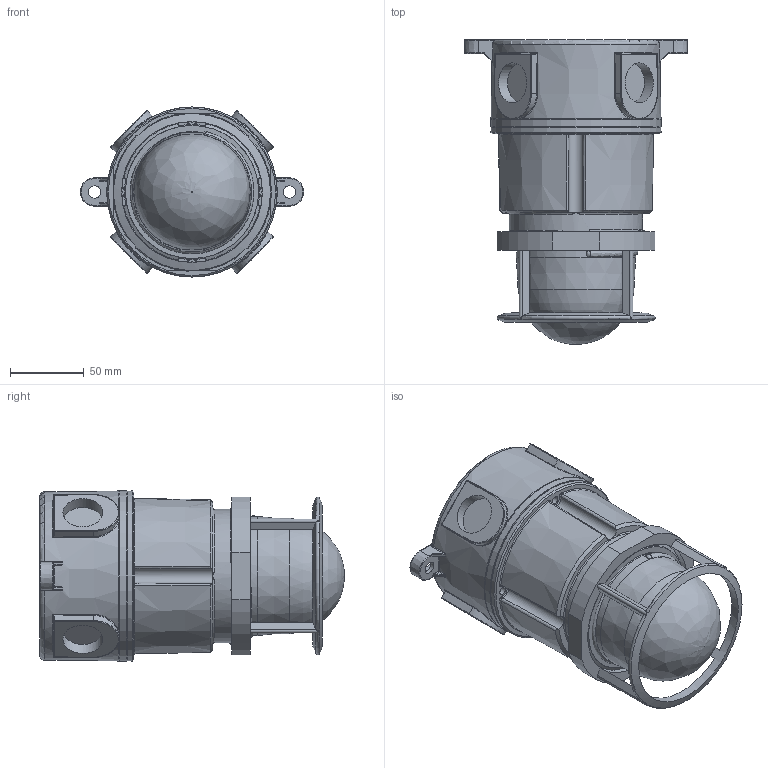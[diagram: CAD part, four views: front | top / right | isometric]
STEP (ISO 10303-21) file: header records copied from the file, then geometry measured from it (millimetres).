
FILE_DESCRIPTION(/* description */ (''),/* implementation_level */ '2;1');
FILE_NAME(/* name */ 'KIL_NVLXXXGLG-X-X.stp',/* time_stamp */ '2019-01-31T10:45:05-06:00',/* author */ ('mbednara'),/* organization */ (''),/* preprocessor_version */ 'ST-DEVELOPER v17',/* originating_system */ 'Autodesk Inventor 2018',/* authorisation */ '');
FILE_SCHEMA (('AUTOMOTIVE_DESIGN { 1 0 10303 214 3 1 1 }'));
Products named in the file (9): CEILING-NVL SERIES; 21444AAAB; 25932; 22815; 25933; 16322BABB; 21455AAAB; 25944; 22281
Assembly tree (9 placements, depth 3):
  CEILING-NVL SERIES
    21444AAAB
    25932
      22815
      25933
      16322BABB  x2
      21455AAAB
      25944
    22281
Bounding box: 150.95 x 206.12 x 115.01 mm (x, y, z)
Volume: 405744.7 mm3; surface area: 234819.3 mm2
Topology: 8 solids, 8 shells, 1431 faces, 3569 edges, 2101 vertices
Faces by surface type: bspline 488, cylinder 306, torus 214, plane 200, cone 175, sphere 48
Full cylindrical faces by diameter (mm): 3.306 x6, 4.166 x10, 4.801 x2, 5.181 x2, 5.334 x2, 5.512 x4, 6.198 x4, 8.001 x4, 8.306 x2, 26.924 x4, 66.675 x1, 73.962 x1, 80.566 x4, 81.864 x3, 83.344 x1, 89.992 x1, 95.25 x1, 115.011 x1
Entity records: 63167 total; most frequent: CARTESIAN_POINT 32953, ORIENTED_EDGE 6512, DIRECTION 5689, EDGE_CURVE 3256, AXIS2_PLACEMENT_3D 2526, VERTEX_POINT 1945, CIRCLE 1473, EDGE_LOOP 1433
